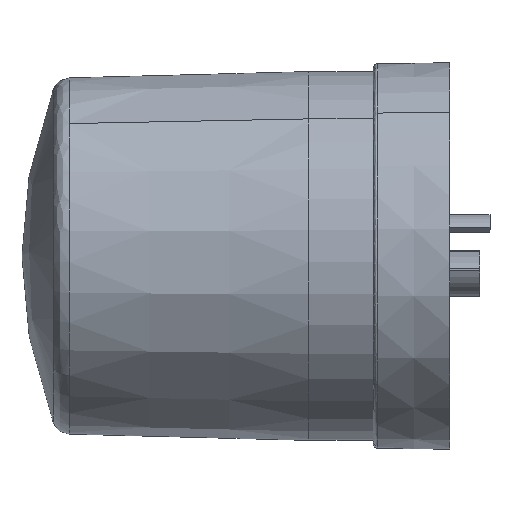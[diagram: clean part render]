
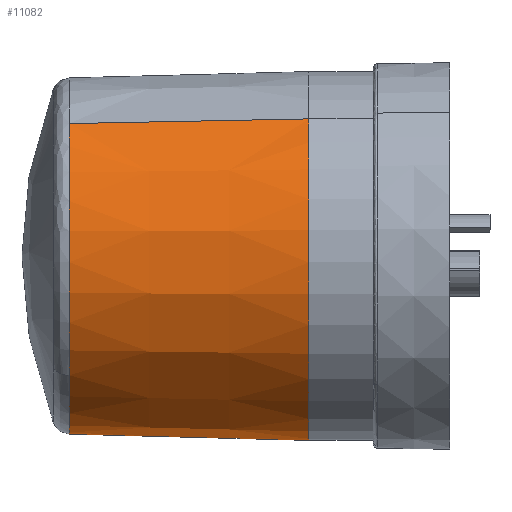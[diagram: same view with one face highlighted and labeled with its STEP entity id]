
A CAD part, left-side view. The second image highlights one B-rep face of the part: STEP entity #11082.
In plain terms, the highlighted conical face has half-angle 1.5 degrees and reference radius 42.271 mm.
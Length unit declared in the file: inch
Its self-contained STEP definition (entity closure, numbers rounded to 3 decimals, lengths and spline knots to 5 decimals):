
#802 = ORIENTED_EDGE ( 'NONE', *, *, #992, .T. ) ;
#818 = EDGE_LOOP ( 'NONE', ( #8145, #6243, #802, #984, #7950 ) ) ;
#898 = EDGE_CURVE ( 'NONE', #6466, #2112, #5460, .T. ) ;
#984 = ORIENTED_EDGE ( 'NONE', *, *, #7909, .T. ) ;
#992 = EDGE_CURVE ( 'NONE', #2112, #1031, #4218, .T. ) ;
#1031 = VERTEX_POINT ( 'NONE', #8523 ) ;
#1114 = CARTESIAN_POINT ( 'NONE',  ( 1.60765, 0., -3.43189 ) ) ;
#1496 = DIRECTION ( 'NONE',  ( -0.026, 0., 1. ) ) ;
#1839 = DIRECTION ( 'NONE',  ( 0., 0., 1. ) ) ;
#1950 = DIRECTION ( 'NONE',  ( 0., 1., 0. ) ) ;
#1990 = LINE ( 'NONE', #4395, #9291 ) ;
#2112 = VERTEX_POINT ( 'NONE', #6002 ) ;
#2138 = DIRECTION ( 'NONE',  ( 0., 0., -1. ) ) ;
#2302 = CONICAL_SURFACE ( 'NONE', #6049, 1.66421, 0.026 ) ;
#2722 = EDGE_CURVE ( 'NONE', #8042, #7309, #1990, .T. ) ;
#2757 = DIRECTION ( 'NONE',  ( 0.026, 0., 1. ) ) ;
#3095 = DIRECTION ( 'NONE',  ( 0., 1., 0. ) ) ;
#3148 = CARTESIAN_POINT ( 'NONE',  ( 0., 0., -3.43189 ) ) ;
#3407 = FACE_OUTER_BOUND ( 'NONE', #818, .T. ) ;
#3923 = EDGE_CURVE ( 'NONE', #8042, #6466, #4133, .T. ) ;
#3952 = DIRECTION ( 'NONE',  ( 0., 0., 1. ) ) ;
#4133 = CIRCLE ( 'NONE', #6305, 1.60765 ) ;
#4218 = LINE ( 'NONE', #4895, #8943 ) ;
#4395 = CARTESIAN_POINT ( 'NONE',  ( 1.66421, 0., -1.27165 ) ) ;
#4462 = CARTESIAN_POINT ( 'NONE',  ( 0., 0., -3.43189 ) ) ;
#4790 = DIRECTION ( 'NONE',  ( 0., 1., 0. ) ) ;
#4895 = CARTESIAN_POINT ( 'NONE',  ( -1.66421, 0., -1.27165 ) ) ;
#4987 = AXIS2_PLACEMENT_3D ( 'NONE', #5744, #2138, #3095 ) ;
#5460 = CIRCLE ( 'NONE', #5757, 1.60765 ) ;
#5744 = CARTESIAN_POINT ( 'NONE',  ( 0., 0., -1.27165 ) ) ;
#5757 = AXIS2_PLACEMENT_3D ( 'NONE', #3148, #3952, #4790 ) ;
#6002 = CARTESIAN_POINT ( 'NONE',  ( -1.60765, 0., -3.43189 ) ) ;
#6049 = AXIS2_PLACEMENT_3D ( 'NONE', #9919, #6414, #7298 ) ;
#6243 = ORIENTED_EDGE ( 'NONE', *, *, #898, .T. ) ;
#6305 = AXIS2_PLACEMENT_3D ( 'NONE', #4462, #1839, #1950 ) ;
#6414 = DIRECTION ( 'NONE',  ( 0., 0., 1. ) ) ;
#6466 = VERTEX_POINT ( 'NONE', #10992 ) ;
#7298 = DIRECTION ( 'NONE',  ( 1., 0., 0. ) ) ;
#7309 = VERTEX_POINT ( 'NONE', #8491 ) ;
#7545 = CIRCLE ( 'NONE', #4987, 1.66421 ) ;
#7909 = EDGE_CURVE ( 'NONE', #1031, #7309, #7545, .T. ) ;
#7950 = ORIENTED_EDGE ( 'NONE', *, *, #2722, .F. ) ;
#8042 = VERTEX_POINT ( 'NONE', #1114 ) ;
#8145 = ORIENTED_EDGE ( 'NONE', *, *, #3923, .T. ) ;
#8491 = CARTESIAN_POINT ( 'NONE',  ( 1.66421, 0., -1.27165 ) ) ;
#8523 = CARTESIAN_POINT ( 'NONE',  ( -1.66421, 0., -1.27165 ) ) ;
#8943 = VECTOR ( 'NONE', #1496, 39.37008 ) ;
#9291 = VECTOR ( 'NONE', #2757, 39.37008 ) ;
#9919 = CARTESIAN_POINT ( 'NONE',  ( 0., 0., -1.27165 ) ) ;
#10992 = CARTESIAN_POINT ( 'NONE',  ( 0.00009, 1.60765, -3.43189 ) ) ;
#11082 = ADVANCED_FACE ( 'NONE', ( #3407 ), #2302, .T. ) ;
